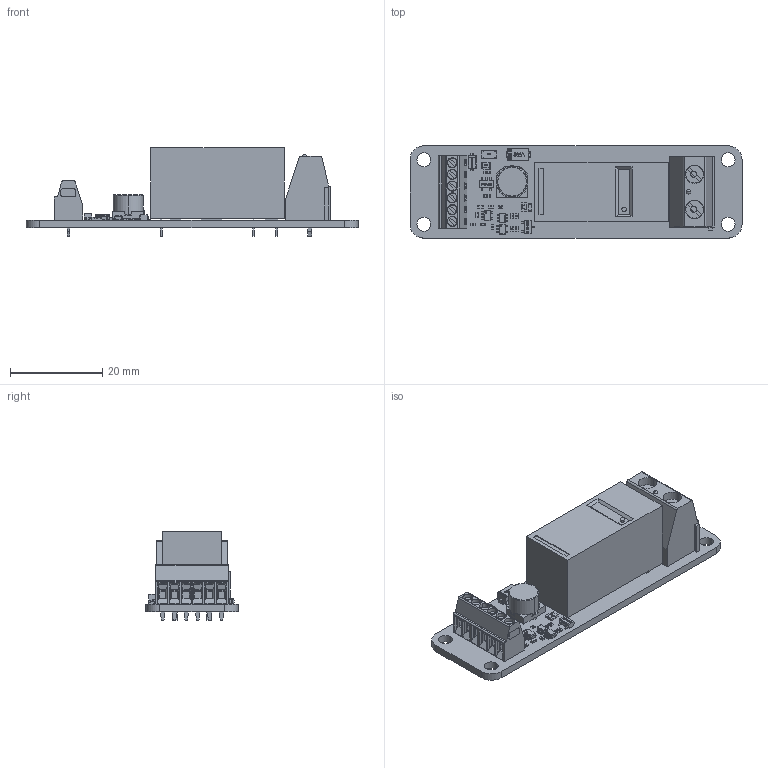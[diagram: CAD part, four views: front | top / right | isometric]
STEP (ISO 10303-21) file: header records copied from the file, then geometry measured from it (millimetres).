
FILE_DESCRIPTION (( 'STEP AP203' ), '1' );
FILE_NAME ('12020605.STEP', '2024-03-21T07:54:01', ( '' ), ( '' ), 'SwSTEP 2.0', 'SolidWorks 2022', '' );
FILE_SCHEMA (( 'CONFIG_CONTROL_DESIGN' ));
Products named in the file (1): 12020605
Bounding box: 72 x 20 x 19.2 mm (x, y, z)
Volume: 10341 mm3; surface area: 7602.6 mm2
Topology: 1 solids, 7 shells, 3156 faces, 8591 edges, 5507 vertices
Faces by surface type: plane 2024, cylinder 533, bspline 473, sphere 82, cone 24, torus 20
Entity records: 132650 total; most frequent: CARTESIAN_POINT 55842, ORIENTED_EDGE 17072, DIRECTION 13833, EDGE_CURVE 8536, LINE 6351, VECTOR 6351, VERTEX_POINT 5506, AXIS2_PLACEMENT_3D 3741
